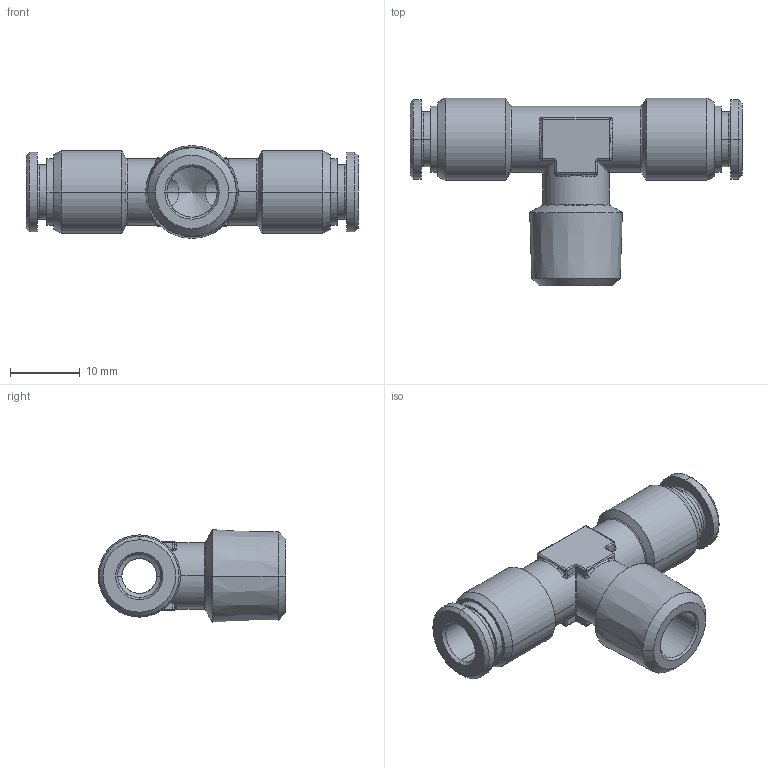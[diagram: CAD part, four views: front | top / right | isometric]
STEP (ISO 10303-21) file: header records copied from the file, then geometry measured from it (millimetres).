
FILE_DESCRIPTION((''),'2;1');
FILE_NAME('mxm.20.06.14',(''),('sopra-pneumatic'),'PRO/ENGINEER BY PARAMETRIC TECHNOLOGY CORPORATION, 2015110','PRO/ENGINEER BY PARAMETRIC TECHNOLOGY CORPORATION, 2015110','');
FILE_SCHEMA(('CONFIG_CONTROL_DESIGN'));
Length unit declared in the file: millimetre
Products named in the file (1): 381863B_941X4-6FF-1-4K
Bounding box: 47.6 x 26.9 x 13.28 mm (x, y, z)
Volume: 3977.1 mm3; surface area: 4142.8 mm2
Topology: 1 solids, 1 shells, 219 faces, 509 edges, 291 vertices
Faces by surface type: cylinder 80, cone 38, plane 37, torus 30, bspline 22, sphere 12
Entity records: 8030 total; most frequent: CARTESIAN_POINT 3088, DIRECTION 1073, ORIENTED_EDGE 1014, EDGE_CURVE 507, AXIS2_PLACEMENT_3D 449, VERTEX_POINT 291, CIRCLE 252, EDGE_LOOP 232
